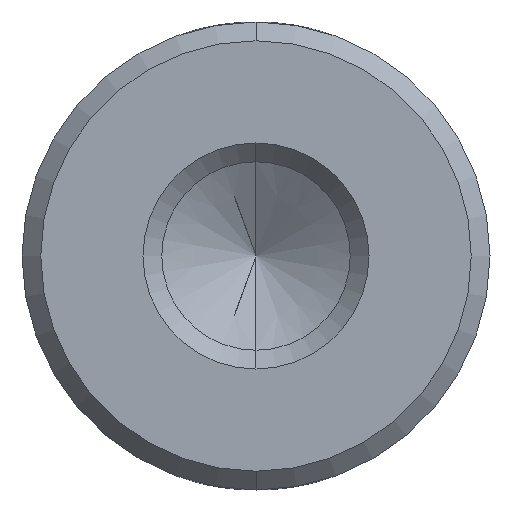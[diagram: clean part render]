
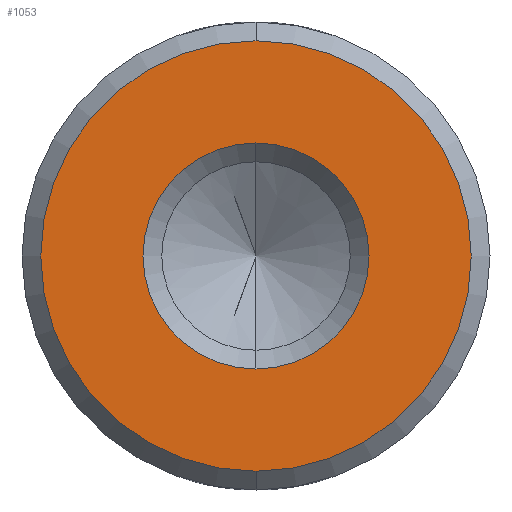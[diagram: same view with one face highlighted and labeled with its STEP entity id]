
A CAD part, front view. The second image highlights one B-rep face of the part: STEP entity #1053.
In plain terms, the highlighted planar face has unit normal (0, -1, 0).
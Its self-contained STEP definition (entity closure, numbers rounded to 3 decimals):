
#65 = CARTESIAN_POINT ( 'NONE',  ( 0., 0., 0. ) ) ;
#155 = DIRECTION ( 'NONE',  ( 0., 0., 1. ) ) ;
#204 = VERTEX_POINT ( 'NONE', #1392 ) ;
#269 = AXIS2_PLACEMENT_3D ( 'NONE', #65, #1559, #275 ) ;
#275 = DIRECTION ( 'NONE',  ( 0., 0., 1. ) ) ;
#348 = EDGE_CURVE ( 'NONE', #413, #2037, #1368, .T. ) ;
#400 = ORIENTED_EDGE ( 'NONE', *, *, #348, .F. ) ;
#413 = VERTEX_POINT ( 'NONE', #2025 ) ;
#490 = EDGE_CURVE ( 'NONE', #2037, #413, #2199, .T. ) ;
#678 = DIRECTION ( 'NONE',  ( 0., 0., 1. ) ) ;
#730 = CARTESIAN_POINT ( 'NONE',  ( 0., 0., -3.061 ) ) ;
#813 = CARTESIAN_POINT ( 'NONE',  ( 5.829, 0., 0. ) ) ;
#823 = DIRECTION ( 'NONE',  ( 0., 1., 0. ) ) ;
#829 = EDGE_LOOP ( 'NONE', ( #2593, #1399 ) ) ;
#1036 = DIRECTION ( 'NONE',  ( 0., 0., 1. ) ) ;
#1053 = ADVANCED_FACE ( 'NONE', ( #1709, #2255 ), #2714, .F. ) ;
#1091 = EDGE_CURVE ( 'NONE', #1393, #204, #1512, .T. ) ;
#1191 = AXIS2_PLACEMENT_3D ( 'NONE', #1328, #1320, #678 ) ;
#1320 = DIRECTION ( 'NONE',  ( 0., 1., 0. ) ) ;
#1328 = CARTESIAN_POINT ( 'NONE',  ( 0., 0., 0. ) ) ;
#1368 = CIRCLE ( 'NONE', #1191, 5.829 ) ;
#1392 = CARTESIAN_POINT ( 'NONE',  ( 0., 0., 3.061 ) ) ;
#1393 = VERTEX_POINT ( 'NONE', #730 ) ;
#1399 = ORIENTED_EDGE ( 'NONE', *, *, #1934, .T. ) ;
#1405 = EDGE_LOOP ( 'NONE', ( #400, #2409 ) ) ;
#1440 = CARTESIAN_POINT ( 'NONE',  ( 0., 0., 0. ) ) ;
#1512 = CIRCLE ( 'NONE', #1903, 3.061 ) ;
#1559 = DIRECTION ( 'NONE',  ( 0., 1., 0. ) ) ;
#1583 = CIRCLE ( 'NONE', #269, 3.061 ) ;
#1709 = FACE_BOUND ( 'NONE', #829, .T. ) ;
#1778 = CARTESIAN_POINT ( 'NONE',  ( 0., 0., -5.829 ) ) ;
#1903 = AXIS2_PLACEMENT_3D ( 'NONE', #2104, #823, #2314 ) ;
#1934 = EDGE_CURVE ( 'NONE', #204, #1393, #1583, .T. ) ;
#2025 = CARTESIAN_POINT ( 'NONE',  ( 0., 0., 5.829 ) ) ;
#2035 = AXIS2_PLACEMENT_3D ( 'NONE', #813, #2304, #1036 ) ;
#2037 = VERTEX_POINT ( 'NONE', #1778 ) ;
#2052 = DIRECTION ( 'NONE',  ( 0., 1., 0. ) ) ;
#2104 = CARTESIAN_POINT ( 'NONE',  ( 0., 0., 0. ) ) ;
#2199 = CIRCLE ( 'NONE', #2313, 5.829 ) ;
#2255 = FACE_OUTER_BOUND ( 'NONE', #1405, .T. ) ;
#2304 = DIRECTION ( 'NONE',  ( 0., 1., 0. ) ) ;
#2313 = AXIS2_PLACEMENT_3D ( 'NONE', #1440, #2052, #155 ) ;
#2314 = DIRECTION ( 'NONE',  ( 0., 0., 1. ) ) ;
#2409 = ORIENTED_EDGE ( 'NONE', *, *, #490, .F. ) ;
#2593 = ORIENTED_EDGE ( 'NONE', *, *, #1091, .T. ) ;
#2714 = PLANE ( 'NONE',  #2035 ) ;
